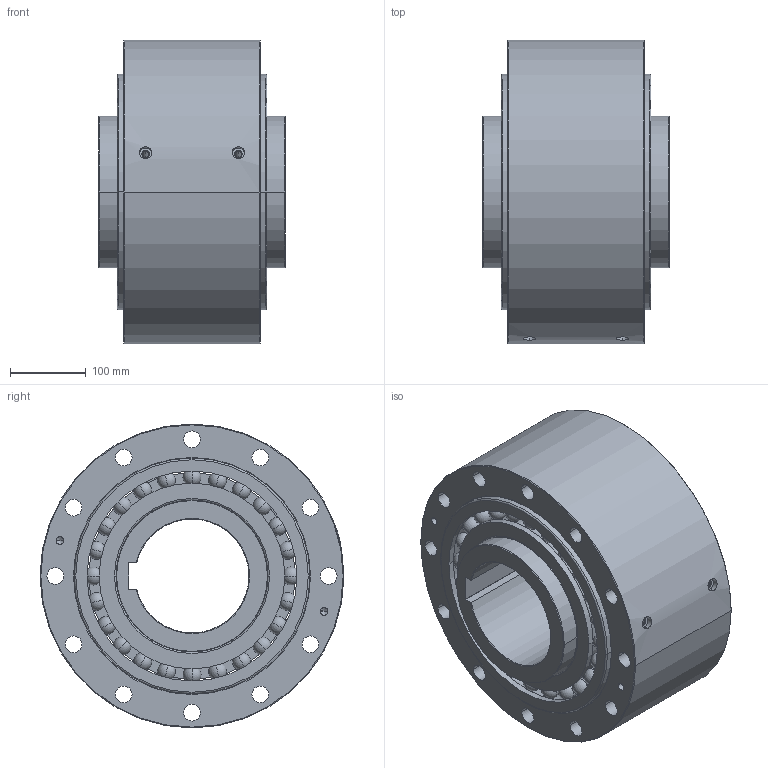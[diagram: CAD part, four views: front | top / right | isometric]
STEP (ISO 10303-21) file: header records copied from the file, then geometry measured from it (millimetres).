
FILE_DESCRIPTION((''),'2;1');
FILE_NAME('FREILAUF_AL_150_ASM','2025-05-07T11:35:15',('Administrator'),(''),'CREO PARAMETRIC BY PTC INC, 2020184','CREO PARAMETRIC BY PTC INC, 2020184','');
FILE_SCHEMA(('AUTOMOTIVE_DESIGN { 1 0 10303 214 1 1 1 1 }'));
Length unit declared in the file: millimetre
Products named in the file (13): STERN_AL_150_2A_NICO_1; DRUCKBOLZEN_AE30_1; DRUCKFEDER_AE30_5A_1; ANFED_KPL_AE30_6_AE30_5A_ASM_1_ASM; ROLLE_GFR_150_NICO_1; SCHEIBE_AL_150_NICO_1; DIN625_A16040_AF0_1; DIN625_I16040_AF0_1; DIN625_K34_1; DIN625_16040_HD_ASM_1_ASM; A-RING_AL_150_NICO_1; FREILAUF_AL_150_NICO_ASM_1_ASM; FREILAUF_AL_150_ASM
Assembly tree (50 placements, depth 4):
  FREILAUF_AL_150_ASM
    FREILAUF_AL_150_NICO_ASM_1_ASM
      STERN_AL_150_2A_NICO_1
      ANFED_KPL_AE30_6_AE30_5A_ASM_1_ASM  x10
        DRUCKBOLZEN_AE30_1
        DRUCKFEDER_AE30_5A_1
      ROLLE_GFR_150_NICO_1  x5
      SCHEIBE_AL_150_NICO_1  x2
      DIN625_16040_HD_ASM_1_ASM  x2
        DIN625_A16040_AF0_1
        DIN625_I16040_AF0_1
        DIN625_K34_1
      A-RING_AL_150_NICO_1
Bounding box: 246 x 400 x 400 mm (x, y, z)
Volume: 16796218.2 mm3; surface area: 1644829.1 mm2
Topology: 81 solids, 81 shells, 601 faces, 1533 edges, 906 vertices
Faces by surface type: cylinder 170, sphere 144, plane 97, cone 82, bspline 60, torus 48
Entity records: 9224 total; most frequent: CARTESIAN_POINT 2463, DIRECTION 1475, ORIENTED_EDGE 1050, AXIS2_PLACEMENT_3D 642, EDGE_CURVE 525, VERTEX_POINT 349, CIRCLE 308, EDGE_LOOP 276
